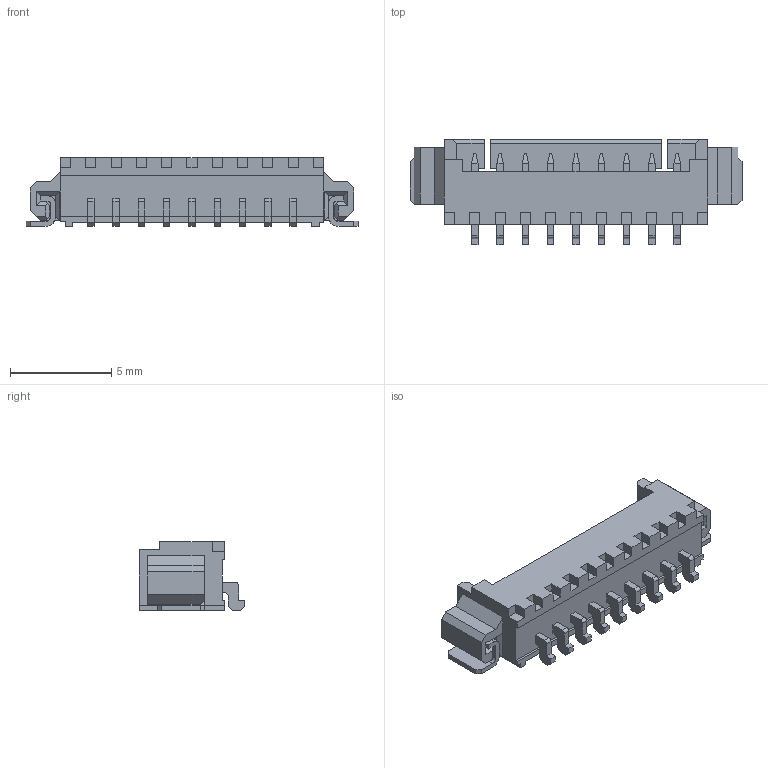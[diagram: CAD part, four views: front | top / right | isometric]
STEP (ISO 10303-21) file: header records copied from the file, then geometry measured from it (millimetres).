
FILE_DESCRIPTION((''),'2;1');
FILE_NAME('532610971','2014-11-12T',('me'),(''),'PRO/ENGINEER BY PARAMETRIC TECHNOLOGY CORPORATION, 2011490','PRO/ENGINEER BY PARAMETRIC TECHNOLOGY CORPORATION, 2011490','');
FILE_SCHEMA(('CONFIG_CONTROL_DESIGN'));
Length unit declared in the file: millimetre
Products named in the file (1): 532610971
Bounding box: 16.4 x 5.2 x 3.4 mm (x, y, z)
Volume: 100.1 mm3; surface area: 406.5 mm2
Topology: 1 solids, 1 shells, 386 faces, 1085 edges, 728 vertices
Faces by surface type: plane 360, cylinder 26
Entity records: 12127 total; most frequent: CARTESIAN_POINT 2142, ORIENTED_EDGE 2068, DIRECTION 1915, EDGE_CURVE 1034, VECTOR 1029, LINE 1029, VERTEX_POINT 670, AXIS2_PLACEMENT_3D 443
